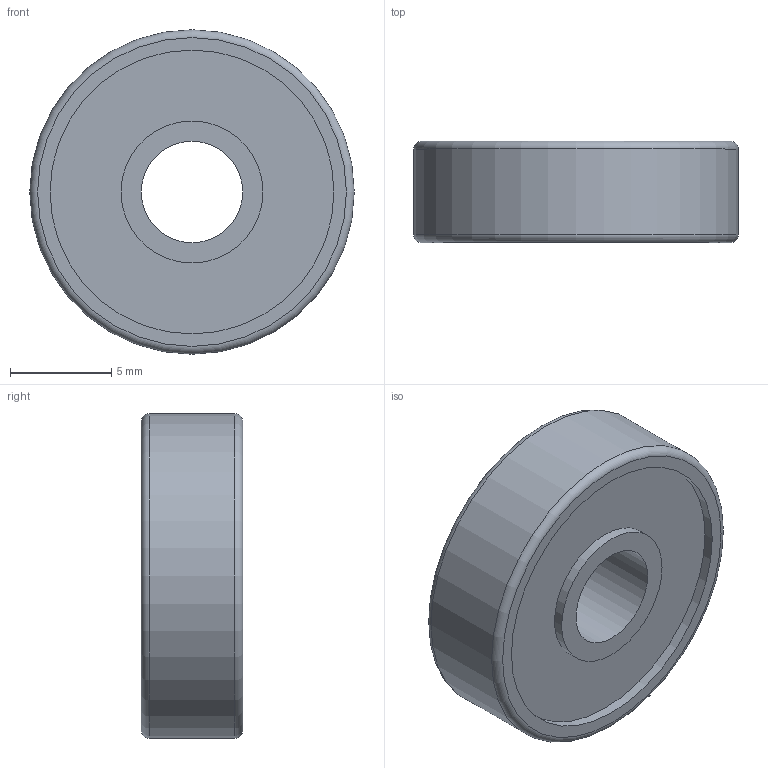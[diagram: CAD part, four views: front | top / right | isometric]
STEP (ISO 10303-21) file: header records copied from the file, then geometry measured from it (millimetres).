
FILE_DESCRIPTION(/* description */ ('5mm x 16mm x 5mm Bearing'),/* implementation_level */ '2;1');
FILE_NAME(/* name */ '25196-01.ipt.step',/* time_stamp */ '2013-11-18T21:48:08-06:00',/* author */ ('Edward'),/* organization */ (''),/* preprocessor_version */ 'ST-DEVELOPER v15.2',/* originating_system */ 'Autodesk Inventor 2014',/* authorisation */ 'PER QUOTE BEARING-013-0119 FROM ZEHUI ZHOU 8-5-13');
FILE_SCHEMA (('AUTOMOTIVE_DESIGN { 1 0 10303 214 3 1 1 }'));
Length unit declared in the file: millimetre
Products named in the file (1): 25196-01
Bounding box: 16 x 5 x 16 mm (x, y, z)
Volume: 474.2 mm3; surface area: 1101.2 mm2
Topology: 1 solids, 2 shells, 15 faces, 24 edges, 15 vertices
Faces by surface type: plane 6, cylinder 6, torus 3
Full cylindrical faces by diameter (mm): 5 x1, 7 x2, 14 x2, 16 x1
Entity records: 366 total; most frequent: DIRECTION 64, CARTESIAN_POINT 47, ORIENTED_EDGE 32, AXIS2_PLACEMENT_3D 32, EDGE_LOOP 29, EDGE_CURVE 16, CIRCLE 16, STYLED_ITEM 16
